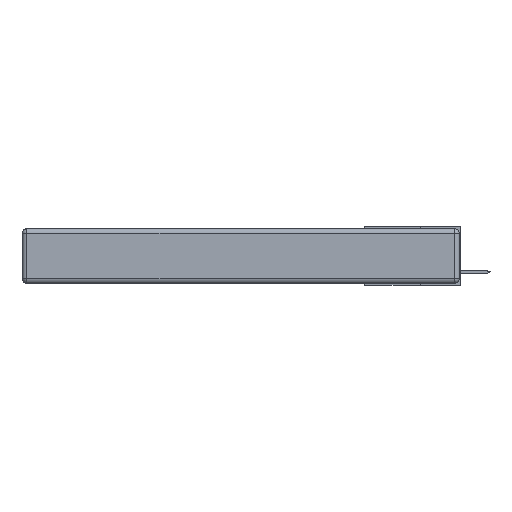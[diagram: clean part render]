
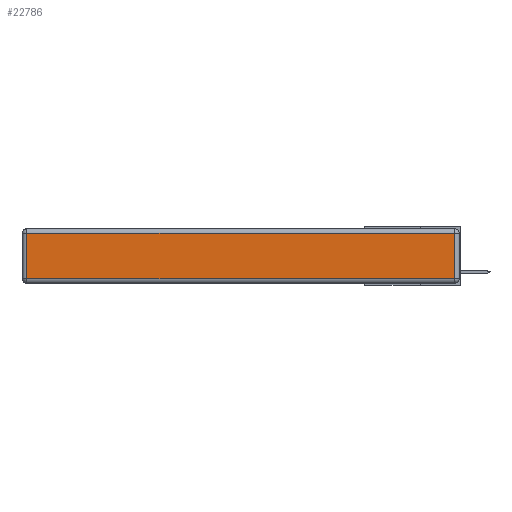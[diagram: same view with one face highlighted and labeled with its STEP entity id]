
A CAD part, left-side view. The second image highlights one B-rep face of the part: STEP entity #22786.
In plain terms, the highlighted planar face has unit normal (-1, 0, 0).
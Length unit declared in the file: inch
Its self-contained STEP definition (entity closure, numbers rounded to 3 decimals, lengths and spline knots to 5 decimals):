
#682 = DIRECTION ( 'NONE',  ( -1., 0., 0. ) ) ;
#1252 = VECTOR ( 'NONE', #3210, 39.37008 ) ;
#1326 = VERTEX_POINT ( 'NONE', #1849 ) ;
#1849 = CARTESIAN_POINT ( 'NONE',  ( 0., 2.72, -0.313 ) ) ;
#1855 = DIRECTION ( 'NONE',  ( 0., 0., 1. ) ) ;
#2079 = CARTESIAN_POINT ( 'NONE',  ( 0., 0.03, -0.343 ) ) ;
#2349 = ORIENTED_EDGE ( 'NONE', *, *, #17499, .T. ) ;
#2774 = FACE_OUTER_BOUND ( 'NONE', #12607, .T. ) ;
#2836 = VERTEX_POINT ( 'NONE', #3894 ) ;
#3210 = DIRECTION ( 'NONE',  ( 0., 0., -1. ) ) ;
#3894 = CARTESIAN_POINT ( 'NONE',  ( 0., 2.72, -0.03 ) ) ;
#5151 = VECTOR ( 'NONE', #15110, 39.37008 ) ;
#6766 = EDGE_CURVE ( 'NONE', #2836, #1326, #7985, .T. ) ;
#7071 = VERTEX_POINT ( 'NONE', #15294 ) ;
#7262 = DIRECTION ( 'NONE',  ( 0., 1., 0. ) ) ;
#7355 = CARTESIAN_POINT ( 'NONE',  ( 0., 0.03, -0.313 ) ) ;
#7625 = LINE ( 'NONE', #2079, #22045 ) ;
#7985 = LINE ( 'NONE', #15672, #1252 ) ;
#11492 = CARTESIAN_POINT ( 'NONE',  ( 0., 0., -0.343 ) ) ;
#12146 = LINE ( 'NONE', #20215, #5151 ) ;
#12607 = EDGE_LOOP ( 'NONE', ( #22185, #19128, #2349, #15180 ) ) ;
#14105 = AXIS2_PLACEMENT_3D ( 'NONE', #11492, #682, #14909 ) ;
#14909 = DIRECTION ( 'NONE',  ( 0., 0., 1. ) ) ;
#15110 = DIRECTION ( 'NONE',  ( 0., -1., 0. ) ) ;
#15180 = ORIENTED_EDGE ( 'NONE', *, *, #6766, .T. ) ;
#15294 = CARTESIAN_POINT ( 'NONE',  ( 0., 0.03, -0.03 ) ) ;
#15672 = CARTESIAN_POINT ( 'NONE',  ( 0., 2.72, -0.343 ) ) ;
#16029 = EDGE_CURVE ( 'NONE', #1326, #19798, #12146, .T. ) ;
#16732 = EDGE_CURVE ( 'NONE', #19798, #7071, #7625, .T. ) ;
#17006 = VECTOR ( 'NONE', #7262, 39.37008 ) ;
#17499 = EDGE_CURVE ( 'NONE', #7071, #2836, #18692, .T. ) ;
#18692 = LINE ( 'NONE', #19690, #17006 ) ;
#19128 = ORIENTED_EDGE ( 'NONE', *, *, #16732, .T. ) ;
#19690 = CARTESIAN_POINT ( 'NONE',  ( 0., 2.75, -0.03 ) ) ;
#19798 = VERTEX_POINT ( 'NONE', #7355 ) ;
#20215 = CARTESIAN_POINT ( 'NONE',  ( 0., 0., -0.313 ) ) ;
#21861 = PLANE ( 'NONE',  #14105 ) ;
#22045 = VECTOR ( 'NONE', #1855, 39.37008 ) ;
#22185 = ORIENTED_EDGE ( 'NONE', *, *, #16029, .T. ) ;
#22786 = ADVANCED_FACE ( 'NONE', ( #2774 ), #21861, .T. ) ;
